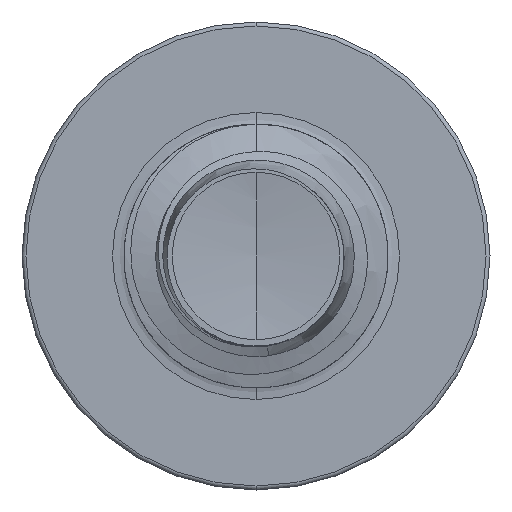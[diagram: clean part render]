
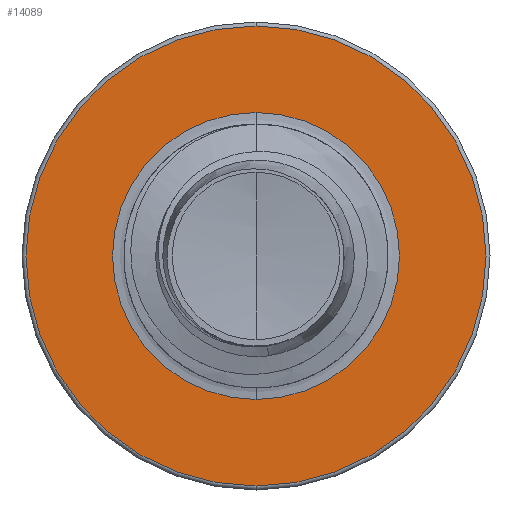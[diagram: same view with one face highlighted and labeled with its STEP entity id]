
A CAD part, front view. The second image highlights one B-rep face of the part: STEP entity #14089.
In plain terms, the highlighted planar face has unit normal (0, -1, 0).
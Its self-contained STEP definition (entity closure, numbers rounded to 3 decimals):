
#983 = VERTEX_POINT ( 'NONE', #18498 ) ;
#1672 = ORIENTED_EDGE ( 'NONE', *, *, #15870, .F. ) ;
#2018 = VERTEX_POINT ( 'NONE', #2078 ) ;
#2078 = CARTESIAN_POINT ( 'NONE',  ( 0., 7.5, -1.196 ) ) ;
#2538 = DIRECTION ( 'NONE',  ( 0., 1., 0. ) ) ;
#2749 = ORIENTED_EDGE ( 'NONE', *, *, #12607, .T. ) ;
#3452 = AXIS2_PLACEMENT_3D ( 'NONE', #10768, #10762, #10721 ) ;
#4147 = CIRCLE ( 'NONE', #3452, 1.917 ) ;
#5781 = EDGE_CURVE ( 'NONE', #14368, #983, #4147, .T. ) ;
#6016 = AXIS2_PLACEMENT_3D ( 'NONE', #16189, #7015, #17601 ) ;
#6928 = CARTESIAN_POINT ( 'NONE',  ( 0., 7.5, 1.196 ) ) ;
#6958 = EDGE_CURVE ( 'NONE', #12240, #2018, #14477, .T. ) ;
#7015 = DIRECTION ( 'NONE',  ( 0., 1., 0. ) ) ;
#7264 = EDGE_LOOP ( 'NONE', ( #11962, #2749 ) ) ;
#7412 = CIRCLE ( 'NONE', #18562, 1.917 ) ;
#8974 = CARTESIAN_POINT ( 'NONE',  ( 0., 7.5, 0. ) ) ;
#9597 = ORIENTED_EDGE ( 'NONE', *, *, #5781, .F. ) ;
#9732 = CARTESIAN_POINT ( 'NONE',  ( 0., 7.5, -1.917 ) ) ;
#10246 = CIRCLE ( 'NONE', #6016, 1.196 ) ;
#10588 = DIRECTION ( 'NONE',  ( 0., 0., 1. ) ) ;
#10721 = DIRECTION ( 'NONE',  ( 0., 0., 1. ) ) ;
#10762 = DIRECTION ( 'NONE',  ( 0., 1., 0. ) ) ;
#10768 = CARTESIAN_POINT ( 'NONE',  ( 0., 7.5, 0. ) ) ;
#11962 = ORIENTED_EDGE ( 'NONE', *, *, #6958, .T. ) ;
#12240 = VERTEX_POINT ( 'NONE', #6928 ) ;
#12589 = PLANE ( 'NONE',  #17942 ) ;
#12607 = EDGE_CURVE ( 'NONE', #2018, #12240, #10246, .T. ) ;
#14051 = DIRECTION ( 'NONE',  ( 0., 0., 1. ) ) ;
#14089 = ADVANCED_FACE ( 'NONE', ( #14914, #18734 ), #12589, .F. ) ;
#14368 = VERTEX_POINT ( 'NONE', #9732 ) ;
#14477 = CIRCLE ( 'NONE', #17171, 1.196 ) ;
#14914 = FACE_OUTER_BOUND ( 'NONE', #15438, .T. ) ;
#15438 = EDGE_LOOP ( 'NONE', ( #1672, #9597 ) ) ;
#15870 = EDGE_CURVE ( 'NONE', #983, #14368, #7412, .T. ) ;
#16189 = CARTESIAN_POINT ( 'NONE',  ( 0., 7.5, 0. ) ) ;
#17171 = AXIS2_PLACEMENT_3D ( 'NONE', #20556, #20531, #20515 ) ;
#17601 = DIRECTION ( 'NONE',  ( 0., 0., 1. ) ) ;
#17942 = AXIS2_PLACEMENT_3D ( 'NONE', #18311, #2538, #14051 ) ;
#18311 = CARTESIAN_POINT ( 'NONE',  ( 0., 7.5, -1.196 ) ) ;
#18498 = CARTESIAN_POINT ( 'NONE',  ( 0., 7.5, 1.917 ) ) ;
#18562 = AXIS2_PLACEMENT_3D ( 'NONE', #8974, #19403, #10588 ) ;
#18734 = FACE_BOUND ( 'NONE', #7264, .T. ) ;
#19403 = DIRECTION ( 'NONE',  ( 0., 1., 0. ) ) ;
#20515 = DIRECTION ( 'NONE',  ( 0., 0., 1. ) ) ;
#20531 = DIRECTION ( 'NONE',  ( 0., 1., 0. ) ) ;
#20556 = CARTESIAN_POINT ( 'NONE',  ( 0., 7.5, 0. ) ) ;
